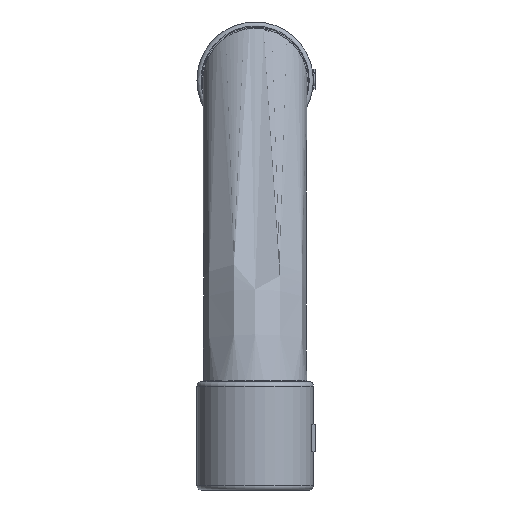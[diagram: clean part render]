
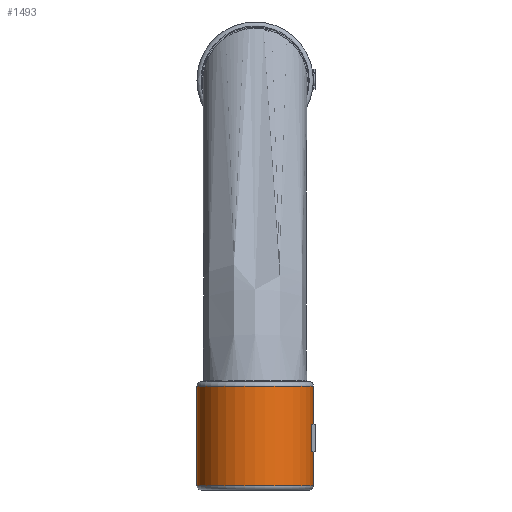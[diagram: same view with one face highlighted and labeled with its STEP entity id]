
A CAD part, front view. The second image highlights one B-rep face of the part: STEP entity #1493.
In plain terms, the highlighted cylindrical face has radius 14 mm (diameter 28 mm), a full revolution.
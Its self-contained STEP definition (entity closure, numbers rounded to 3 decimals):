
#1493=ADVANCED_FACE('',(#2986,#2988,#2990),#2992,.T.);
#2986=FACE_BOUND('',#2987,.T.);
#2987=EDGE_LOOP('',(#4484,#4485));
#2988=FACE_BOUND('',#2989,.T.);
#2989=EDGE_LOOP('',(#4486,#4487));
#2990=FACE_BOUND('',#2991,.T.);
#2991=EDGE_LOOP('',(#4488,#4489,#4490,#4491));
#2992=CYLINDRICAL_SURFACE('',#2993,14.);
#2993=AXIS2_PLACEMENT_3D('',#2994,#2995,#2996);
#2994=CARTESIAN_POINT('',(0.,-85.,-13.));
#2995=DIRECTION('',(0.,-0.,1.));
#2996=DIRECTION('',(0.,-1.,0.));
#4484=ORIENTED_EDGE('',*,*,#5310,.F.);
#4485=ORIENTED_EDGE('',*,*,#5311,.F.);
#4486=ORIENTED_EDGE('',*,*,#5306,.T.);
#4487=ORIENTED_EDGE('',*,*,#5305,.T.);
#4488=ORIENTED_EDGE('',*,*,#5312,.F.);
#4489=ORIENTED_EDGE('',*,*,#5313,.F.);
#4490=ORIENTED_EDGE('',*,*,#5314,.F.);
#4491=ORIENTED_EDGE('',*,*,#5315,.F.);
#5305=EDGE_CURVE('',#6155,#6156,#6157,.T.);
#5306=EDGE_CURVE('',#6156,#6155,#6158,.T.);
#5310=EDGE_CURVE('',#6165,#6166,#6167,.T.);
#5311=EDGE_CURVE('',#6166,#6165,#6168,.T.);
#5312=EDGE_CURVE('',#6169,#6170,#6171,.T.);
#5313=EDGE_CURVE('',#6172,#6169,#6173,.F.);
#5314=EDGE_CURVE('',#6174,#6172,#6175,.F.);
#5315=EDGE_CURVE('',#6170,#6174,#6176,.T.);
#6155=VERTEX_POINT('',#9781);
#6156=VERTEX_POINT('',#9782);
#6157=CIRCLE('',#9783,14.);
#6158=CIRCLE('',#9787,14.);
#6165=VERTEX_POINT('',#9904);
#6166=VERTEX_POINT('',#9905);
#6167=CIRCLE('',#9906,14.);
#6168=CIRCLE('',#9910,14.);
#6169=VERTEX_POINT('',#9914);
#6170=VERTEX_POINT('',#9915);
#6171=B_SPLINE_CURVE_WITH_KNOTS('',3,
(#9916,#9917,#9918,#9919,#9920,#9921,#9922,#9923,#9924,#9925,#9926,#9927,#9928,#9929,
#9930,#9931,#9932),
.UNSPECIFIED.,.F.,.F.,
(4,1,1,1,1,1,1,1,1,1,1,1,1,1,4),
(0.,0.076,0.152,0.227,0.303,0.379,
0.455,0.531,0.606,0.682,0.758,
0.834,0.91,0.965,1.),
.UNSPECIFIED.);
#6172=VERTEX_POINT('',#9933);
#6173=CIRCLE('',#9934,14.);
#6174=VERTEX_POINT('',#9938);
#6175=LINE('',#9939,#9940);
#6176=CIRCLE('',#9942,14.);
#9781=CARTESIAN_POINT('',(0.,-99.,-12.));
#9782=CARTESIAN_POINT('',(0.,-71.,-12.));
#9783=AXIS2_PLACEMENT_3D('',#9784,#9785,#9786);
#9784=CARTESIAN_POINT('',(0.,-85.,-12.));
#9785=DIRECTION('',(0.,0.,1.));
#9786=DIRECTION('',(0.,-1.,0.));
#9787=AXIS2_PLACEMENT_3D('',#9788,#9789,#9790);
#9788=CARTESIAN_POINT('',(0.,-85.,-12.));
#9789=DIRECTION('',(0.,0.,1.));
#9790=DIRECTION('',(0.,1.,0.));
#9904=CARTESIAN_POINT('',(0.,-99.,12.));
#9905=CARTESIAN_POINT('',(0.,-71.,12.));
#9906=AXIS2_PLACEMENT_3D('',#9907,#9908,#9909);
#9907=CARTESIAN_POINT('',(0.,-85.,12.));
#9908=DIRECTION('',(0.,0.,1.));
#9909=DIRECTION('',(0.,-1.,0.));
#9910=AXIS2_PLACEMENT_3D('',#9911,#9912,#9913);
#9911=CARTESIAN_POINT('',(0.,-85.,12.));
#9912=DIRECTION('',(0.,0.,1.));
#9913=DIRECTION('',(0.,1.,0.));
#9914=CARTESIAN_POINT('',(13.643,-88.141,2.842));
#9915=CARTESIAN_POINT('',(13.643,-88.141,-3.755));
#9916=CARTESIAN_POINT('',(13.643,-88.141,2.842));
#9917=CARTESIAN_POINT('',(13.643,-88.141,2.675));
#9918=CARTESIAN_POINT('',(13.643,-88.141,2.342));
#9919=CARTESIAN_POINT('',(13.643,-88.141,1.842));
#9920=CARTESIAN_POINT('',(13.643,-88.141,1.342));
#9921=CARTESIAN_POINT('',(13.643,-88.141,0.842));
#9922=CARTESIAN_POINT('',(13.643,-88.141,0.341));
#9923=CARTESIAN_POINT('',(13.643,-88.141,-0.159));
#9924=CARTESIAN_POINT('',(13.643,-88.141,-0.659));
#9925=CARTESIAN_POINT('',(13.643,-88.141,-1.159));
#9926=CARTESIAN_POINT('',(13.643,-88.141,-1.659));
#9927=CARTESIAN_POINT('',(13.643,-88.141,-2.159));
#9928=CARTESIAN_POINT('',(13.643,-88.141,-2.659));
#9929=CARTESIAN_POINT('',(13.643,-88.141,-3.114));
#9930=CARTESIAN_POINT('',(13.643,-88.141,-3.479));
#9931=CARTESIAN_POINT('',(13.643,-88.141,-3.678));
#9932=CARTESIAN_POINT('',(13.643,-88.141,-3.755));
#9933=CARTESIAN_POINT('',(13.643,-81.859,2.842));
#9934=AXIS2_PLACEMENT_3D('',#9935,#9936,#9937);
#9935=CARTESIAN_POINT('',(0.,-85.,2.842));
#9936=DIRECTION('',(0.,0.,1.));
#9937=DIRECTION('',(0.975,-0.224,0.));
#9938=CARTESIAN_POINT('',(13.643,-81.859,-3.754));
#9939=CARTESIAN_POINT('',(13.643,-81.859,2.842));
#9940=VECTOR('',#9941,1.);
#9941=DIRECTION('',(0.,0.,-1.));
#9942=AXIS2_PLACEMENT_3D('',#9943,#9944,#9945);
#9943=CARTESIAN_POINT('',(0.,-85.,-3.754));
#9944=DIRECTION('',(-0.,0.,1.));
#9945=DIRECTION('',(0.975,-0.224,0.));
